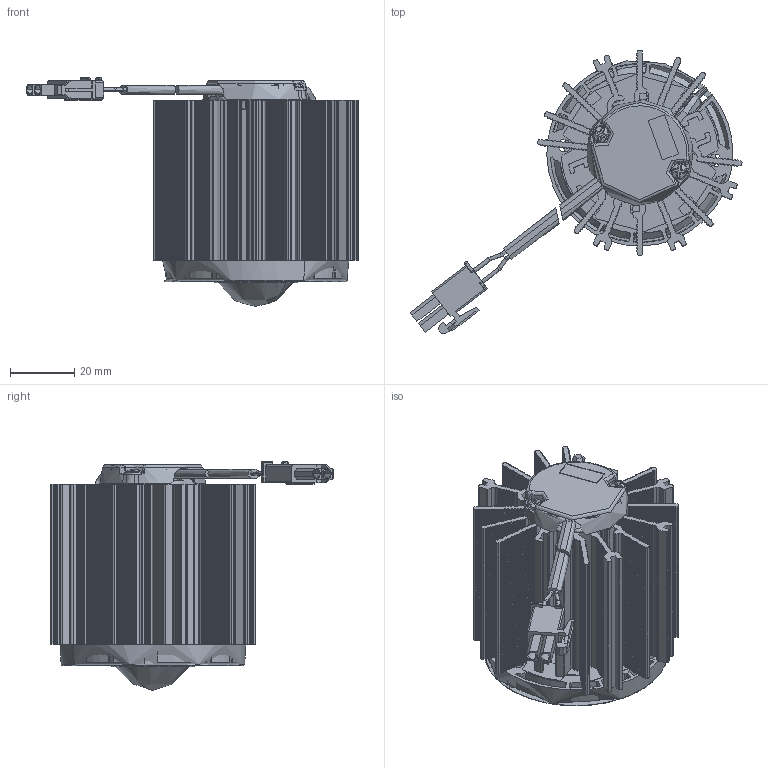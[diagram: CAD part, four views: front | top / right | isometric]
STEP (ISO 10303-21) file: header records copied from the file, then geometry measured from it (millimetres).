
FILE_DESCRIPTION(('Creo Elements/Direct Modeling STEP Export'),'2;1');
FILE_NAME('EVO75_ENGINE.stp','2018-07-23T 7:49:27',(''),(''),'Creo Elements/Direct Modeling STEP processor for AP214 (Solid Model)','Creo Elements/Direct Modeling 20.0B 07-Aug-2017 (C) Parametric Technology GmbH','');
FILE_SCHEMA(('AUTOMOTIVE_DESIGN { 1 0 10303 214 1 1 1 1 }'));
Products named in the file (11): HOLDER_19X19; LED; puntale_a; cop_maschio; puntale_b; cavo; cavo.1; connettore; diffusore_sferico; dissipatore_D64; EVO75_ENGINE
Assembly tree (10 placements, depth 3):
  EVO75_ENGINE
    dissipatore_D64
    diffusore_sferico
    connettore
      cavo.1
      cavo
      puntale_b
      cop_maschio
      puntale_a
    LED
    HOLDER_19X19
Bounding box: 103.49 x 88.48 x 71.29 mm (x, y, z)
Volume: 65966.8 mm3
Topology: 13 solids, 15 shells, 4627 faces, 13040 edges, 8471 vertices
Faces by surface type: plane 3005, cylinder 672, bspline 539, cone 214, torus 142, sphere 55
Full cylindrical faces by diameter (mm): 1.1 x1
Entity records: 204511 total; most frequent: CARTESIAN_POINT 89815, ORIENTED_EDGE 26026, DIRECTION 20077, EDGE_CURVE 12996, VECTOR 8767, LINE 8767, VERTEX_POINT 8468, AXIS2_PLACEMENT_3D 5655
